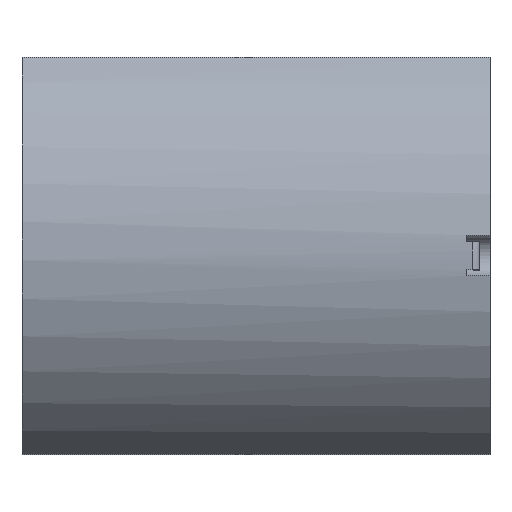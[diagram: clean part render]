
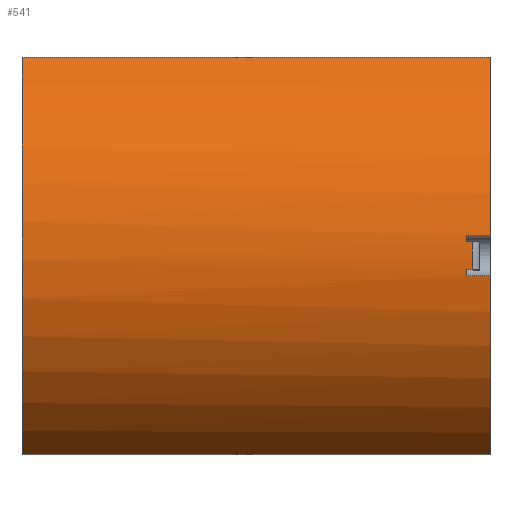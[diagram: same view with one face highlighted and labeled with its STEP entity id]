
A CAD part, top view. The second image highlights one B-rep face of the part: STEP entity #541.
In plain terms, the highlighted cylindrical face has radius 10 mm (diameter 20 mm), a partial arc.
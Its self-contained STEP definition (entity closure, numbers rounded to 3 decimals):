
#48=CYLINDRICAL_SURFACE('',#581,10.);
#63=LINE('',#815,#111);
#66=LINE('',#821,#114);
#67=LINE('',#826,#115);
#68=LINE('',#830,#116);
#69=LINE('',#835,#117);
#70=LINE('',#839,#118);
#111=VECTOR('',#654,1000.);
#114=VECTOR('',#659,1000.);
#115=VECTOR('',#664,1000.);
#116=VECTOR('',#667,1000.);
#117=VECTOR('',#672,1000.);
#118=VECTOR('',#675,1000.);
#175=ORIENTED_EDGE('',*,*,#326,.F.);
#176=ORIENTED_EDGE('',*,*,#327,.F.);
#177=ORIENTED_EDGE('',*,*,#328,.T.);
#178=ORIENTED_EDGE('',*,*,#329,.T.);
#179=ORIENTED_EDGE('',*,*,#330,.F.);
#180=ORIENTED_EDGE('',*,*,#322,.F.);
#181=ORIENTED_EDGE('',*,*,#309,.T.);
#182=ORIENTED_EDGE('',*,*,#325,.T.);
#183=ORIENTED_EDGE('',*,*,#331,.F.);
#184=ORIENTED_EDGE('',*,*,#332,.T.);
#185=ORIENTED_EDGE('',*,*,#333,.T.);
#186=ORIENTED_EDGE('',*,*,#334,.T.);
#309=EDGE_CURVE('',#388,#387,#438,.T.);
#322=EDGE_CURVE('',#388,#399,#63,.T.);
#325=EDGE_CURVE('',#387,#400,#66,.T.);
#326=EDGE_CURVE('',#401,#402,#444,.T.);
#327=EDGE_CURVE('',#403,#401,#67,.T.);
#328=EDGE_CURVE('',#403,#404,#445,.T.);
#329=EDGE_CURVE('',#404,#405,#68,.T.);
#330=EDGE_CURVE('',#399,#405,#446,.T.);
#331=EDGE_CURVE('',#406,#400,#447,.T.);
#332=EDGE_CURVE('',#406,#407,#69,.T.);
#333=EDGE_CURVE('',#407,#408,#448,.T.);
#334=EDGE_CURVE('',#408,#402,#70,.T.);
#387=VERTEX_POINT('',#788);
#388=VERTEX_POINT('',#790);
#399=VERTEX_POINT('',#816);
#400=VERTEX_POINT('',#820);
#401=VERTEX_POINT('',#824);
#402=VERTEX_POINT('',#825);
#403=VERTEX_POINT('',#827);
#404=VERTEX_POINT('',#829);
#405=VERTEX_POINT('',#831);
#406=VERTEX_POINT('',#834);
#407=VERTEX_POINT('',#836);
#408=VERTEX_POINT('',#838);
#438=CIRCLE('',#572,10.);
#444=CIRCLE('',#582,10.);
#445=CIRCLE('',#583,10.);
#446=CIRCLE('',#584,10.);
#447=CIRCLE('',#585,10.);
#448=CIRCLE('',#586,10.);
#467=EDGE_LOOP('',(#175,#176,#177,#178,#179,#180,#181,#182,#183,#184,#185,
#186));
#495=FACE_BOUND('',#467,.T.);
#541=ADVANCED_FACE('',(#495),#48,.T.);
#572=AXIS2_PLACEMENT_3D('',#789,#631,#632);
#581=AXIS2_PLACEMENT_3D('',#822,#660,#661);
#582=AXIS2_PLACEMENT_3D('',#823,#662,#663);
#583=AXIS2_PLACEMENT_3D('',#828,#665,#666);
#584=AXIS2_PLACEMENT_3D('',#832,#668,#669);
#585=AXIS2_PLACEMENT_3D('',#833,#670,#671);
#586=AXIS2_PLACEMENT_3D('',#837,#673,#674);
#631=DIRECTION('',(1.,0.,0.));
#632=DIRECTION('',(0.,1.,0.));
#654=DIRECTION('',(1.,0.,0.));
#659=DIRECTION('',(1.,0.,0.));
#660=DIRECTION('',(1.,0.,0.));
#661=DIRECTION('',(0.,-0.852,-0.523));
#662=DIRECTION('',(1.,0.,0.));
#663=DIRECTION('',(0.,1.,0.));
#664=DIRECTION('',(1.,0.,0.));
#665=DIRECTION('',(-1.,0.,0.));
#666=DIRECTION('',(0.,-1.,0.));
#667=DIRECTION('',(1.,0.,0.));
#668=DIRECTION('',(1.,0.,0.));
#669=DIRECTION('',(0.,1.,0.));
#670=DIRECTION('',(1.,0.,0.));
#671=DIRECTION('',(0.,1.,0.));
#672=DIRECTION('',(-1.,0.,0.));
#673=DIRECTION('',(-1.,0.,0.));
#674=DIRECTION('',(0.,-1.,0.));
#675=DIRECTION('',(1.,0.,0.));
#788=CARTESIAN_POINT('',(7.005,3.319,16.433));
#789=CARTESIAN_POINT('',(7.005,11.842,11.201));
#790=CARTESIAN_POINT('',(7.005,19.842,17.201));
#815=CARTESIAN_POINT('',(7.005,19.842,17.201));
#816=CARTESIAN_POINT('',(26.505,19.842,17.201));
#820=CARTESIAN_POINT('',(26.505,3.319,16.433));
#821=CARTESIAN_POINT('',(7.005,3.319,16.433));
#822=CARTESIAN_POINT('',(7.005,11.842,11.201));
#823=CARTESIAN_POINT('',(25.755,11.842,11.201));
#824=CARTESIAN_POINT('',(25.755,12.166,21.196));
#825=CARTESIAN_POINT('',(25.755,10.982,21.164));
#826=CARTESIAN_POINT('',(7.005,12.166,21.196));
#827=CARTESIAN_POINT('',(25.505,12.166,21.196));
#828=CARTESIAN_POINT('',(25.505,11.842,11.201));
#829=CARTESIAN_POINT('',(25.505,12.431,21.184));
#830=CARTESIAN_POINT('',(7.005,12.431,21.184));
#831=CARTESIAN_POINT('',(26.505,12.431,21.184));
#832=CARTESIAN_POINT('',(26.505,11.842,11.201));
#833=CARTESIAN_POINT('',(26.505,11.842,11.201));
#834=CARTESIAN_POINT('',(26.505,10.731,21.139));
#835=CARTESIAN_POINT('',(7.005,10.731,21.139));
#836=CARTESIAN_POINT('',(25.505,10.731,21.139));
#837=CARTESIAN_POINT('',(25.505,11.842,11.201));
#838=CARTESIAN_POINT('',(25.505,10.982,21.164));
#839=CARTESIAN_POINT('',(7.005,10.982,21.164));
